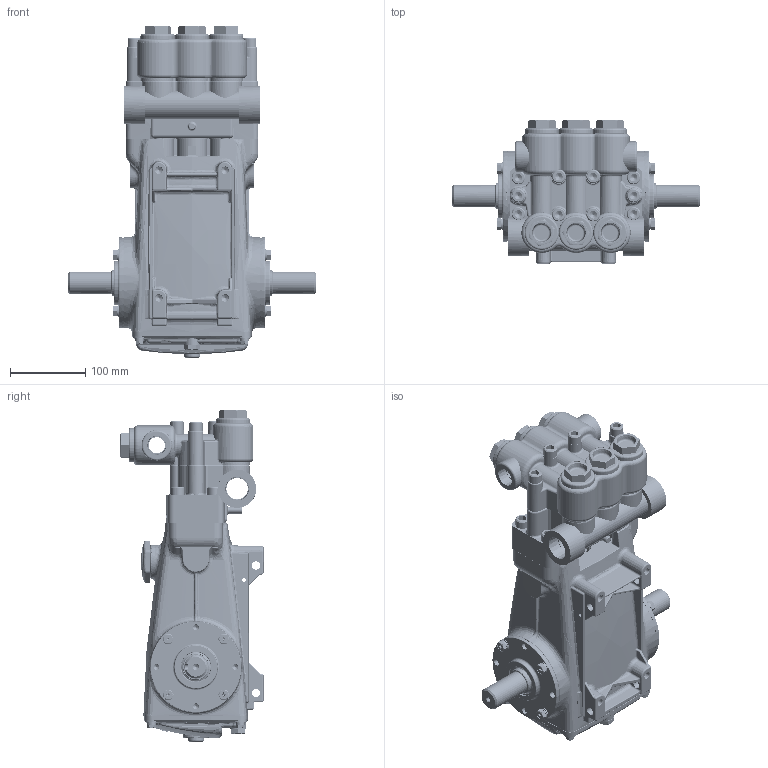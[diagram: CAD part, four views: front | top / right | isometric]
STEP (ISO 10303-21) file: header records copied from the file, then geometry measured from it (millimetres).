
FILE_DESCRIPTION (( 'STEP AP203' ), '1' );
FILE_NAME ('1530.STEP', '2022-11-11T15:10:38', ( '' ), ( '' ), 'SwSTEP 2.0', 'SolidWorks 2022', '' );
FILE_SCHEMA (( 'CONFIG_CONTROL_DESIGN' ));
Length unit declared in the file: inch
Products named in the file (1): 1530
Bounding box: 330 x 190.46 x 441.99 mm (x, y, z)
Volume: 4110095.5 mm3; surface area: 1088196.2 mm2
Topology: 84 solids, 84 shells, 5499 faces, 13494 edges, 8086 vertices
Faces by surface type: plane 1713, cylinder 1362, bspline 896, cone 793, torus 619, sphere 116
Entity records: 241279 total; most frequent: CARTESIAN_POINT 119804, ORIENTED_EDGE 26320, DIRECTION 24319, EDGE_CURVE 13160, AXIS2_PLACEMENT_3D 9967, VERTEX_POINT 8074, EDGE_LOOP 5984, ADVANCED_FACE 5498
